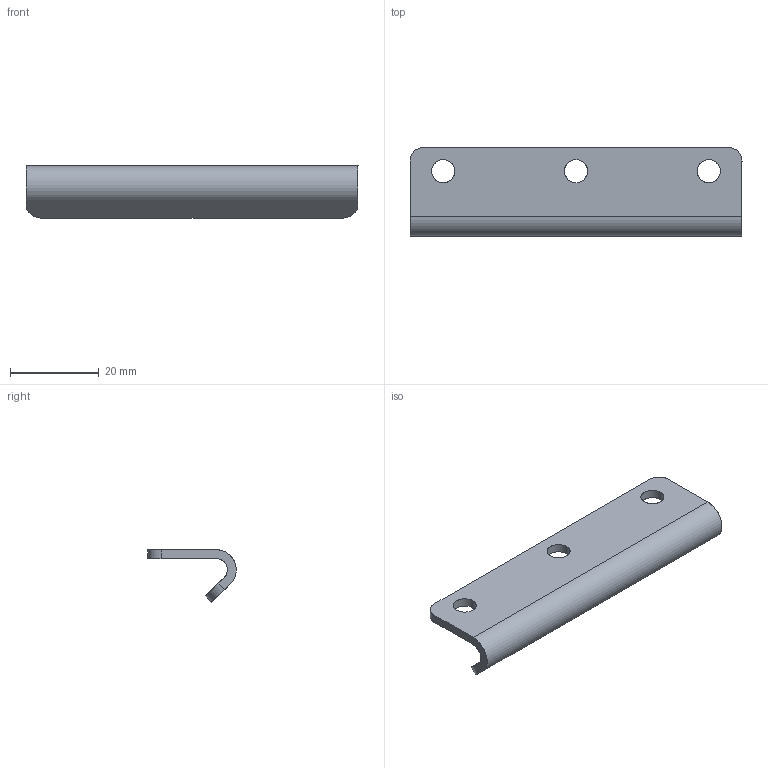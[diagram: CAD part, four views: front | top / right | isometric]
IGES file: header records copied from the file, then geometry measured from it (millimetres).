
Start section: SolidWorks IGES file using analytic representation for surfaces
Global section: file name: AC 164.IGS; native system: SolidWorks 2013; preprocessor: SolidWorks 2013; author: cbrechard; date: 150423.162828; units: millimetre
Bounding box: 75 x 20 x 11.85 mm (x, y, z)
Surface area: 4813.2 mm2 (no closed solid volume)
Topology: 0 solids, 0 shells, 20 faces, 388 edges, 388 vertices
Faces by surface type: revolution 12, bspline 8
